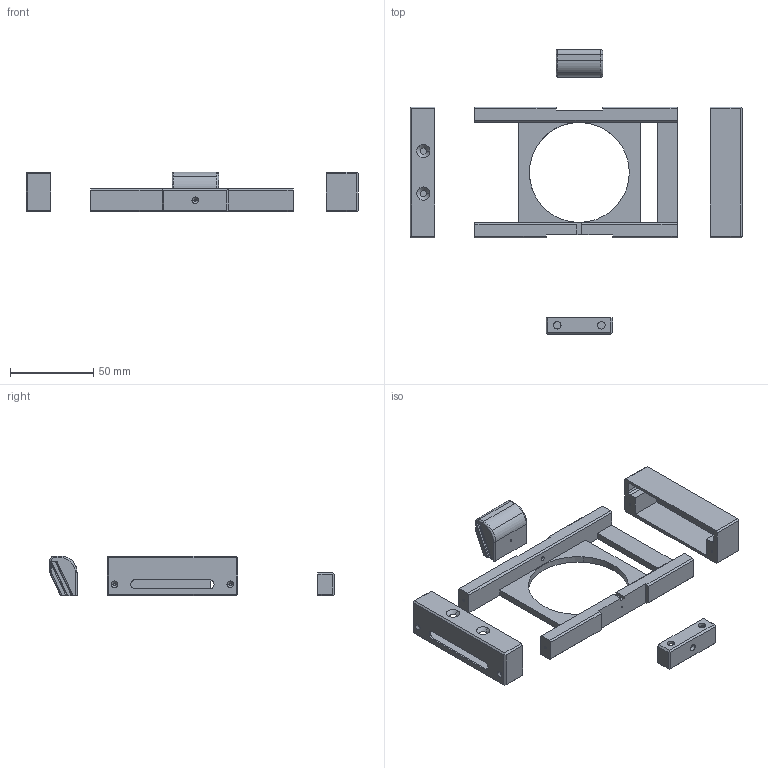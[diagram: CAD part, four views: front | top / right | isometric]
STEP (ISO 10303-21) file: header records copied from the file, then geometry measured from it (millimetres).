
FILE_DESCRIPTION(('STEP AP214'),'1');
FILE_NAME('FREON-CASE.stp','2022-11-18T18:53:47',(' '),(' '),'Spatial InterOp 3D',' ',' ');
FILE_SCHEMA(('AUTOMOTIVE_DESIGN { 1 0 10303 214 1 1 1 1 }'));
Length unit declared in the file: millimetre
Products named in the file (1): 1
Bounding box: 199.3 x 171 x 24 mm (x, y, z)
Volume: 70016.6 mm3; surface area: 42029.9 mm2
Topology: 5 solids, 5 shells, 251 faces, 701 edges, 502 vertices
Faces by surface type: plane 143, cylinder 88, cone 16, torus 4
Entity records: 10293 total; most frequent: DIRECTION 1417, CARTESIAN_POINT 1391, ORIENTED_EDGE 1324, EDGE_CURVE 662, LINE 499, VECTOR 499, AXIS2_PLACEMENT_3D 459, VERTEX_POINT 433
